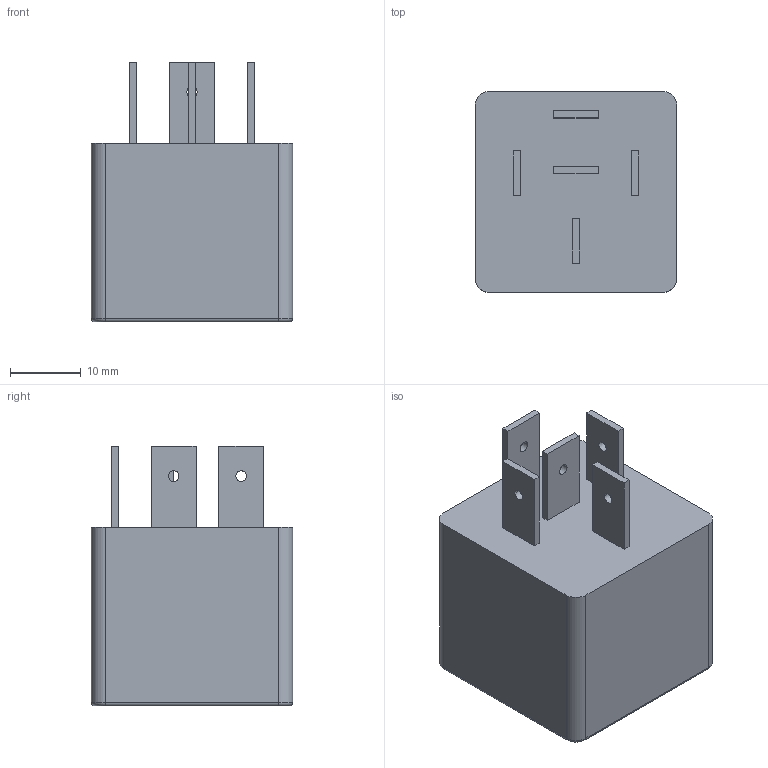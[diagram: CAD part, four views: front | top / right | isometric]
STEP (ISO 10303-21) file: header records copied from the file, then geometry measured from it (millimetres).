
FILE_DESCRIPTION(('STEP AP242'),'1');
FILE_NAME('2-1904025-3.stp','2023-11-22T21:14:08',('TraceParts'),('TraceParts S.A.'),'Spatial InterOp 3D',' ',' ');
FILE_SCHEMA(('AP242_MANAGED_MODEL_BASED_3D_ENGINEERING_MIM_LF {1 0 10303 442 1 1 4}'));
Length unit declared in the file: millimetre
Products named in the file (1): 2-1904025-3
Bounding box: 28.5 x 28.5 x 36.8 mm (x, y, z)
Volume: 20813.4 mm3; surface area: 5242.3 mm2
Topology: 1 solids, 1 shells, 53 faces, 130 edges, 84 vertices
Faces by surface type: plane 31, cylinder 18, torus 4
Entity records: 1595 total; most frequent: DIRECTION 278, CARTESIAN_POINT 268, ORIENTED_EDGE 260, EDGE_CURVE 130, AXIS2_PLACEMENT_3D 94, LINE 90, VECTOR 90, VERTEX_POINT 84
